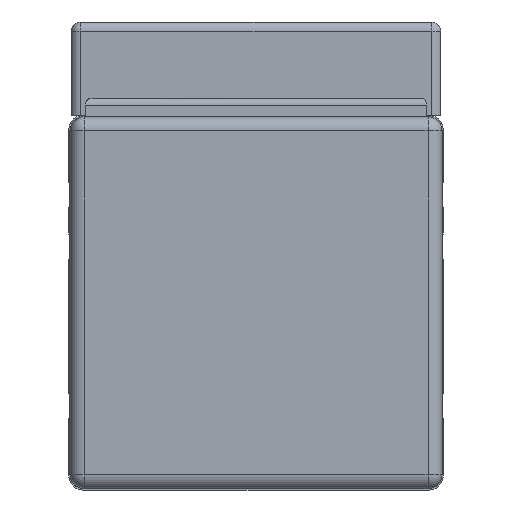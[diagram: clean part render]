
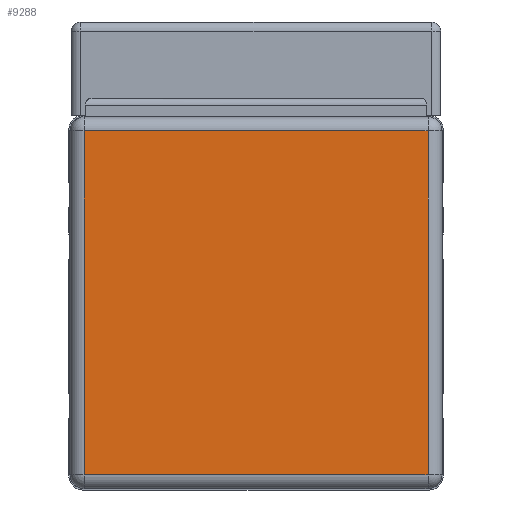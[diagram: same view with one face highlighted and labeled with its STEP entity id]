
A CAD part, front view. The second image highlights one B-rep face of the part: STEP entity #9288.
In plain terms, the highlighted face is planar.
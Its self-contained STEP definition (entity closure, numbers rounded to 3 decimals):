
#8612=CARTESIAN_POINT('',(36.749,36.751,-189.814));
#8613=VERTEX_POINT('',#8612);
#8621=CARTESIAN_POINT('',(36.751,-36.749,-189.814));
#8622=VERTEX_POINT('',#8621);
#8623=CARTESIAN_POINT('',(36.749,36.751,-189.814));
#8624=DIRECTION('',(0.,-1.,0.));
#8625=VECTOR('',#8624,73.5);
#8626=LINE('',#8623,#8625);
#8627=EDGE_CURVE('',#8613,#8622,#8626,.T.);
#9145=CARTESIAN_POINT('',(-36.749,-36.75,-189.814));
#9146=VERTEX_POINT('',#9145);
#9147=CARTESIAN_POINT('',(-36.749,-36.75,-189.814));
#9148=DIRECTION('',(1.,0.,0.));
#9149=VECTOR('',#9148,73.5);
#9150=LINE('',#9147,#9149);
#9151=EDGE_CURVE('',#9146,#8622,#9150,.T.);
#9177=CARTESIAN_POINT('',(-36.751,36.75,-189.814));
#9178=VERTEX_POINT('',#9177);
#9179=CARTESIAN_POINT('',(-36.749,-36.75,-189.814));
#9180=DIRECTION('',(0.,1.,0.0));
#9181=VECTOR('',#9180,73.5);
#9182=LINE('',#9179,#9181);
#9183=EDGE_CURVE('',#9146,#9178,#9182,.T.);
#9209=CARTESIAN_POINT('',(-36.751,36.75,-189.814));
#9210=DIRECTION('',(1.,0.,0.));
#9211=VECTOR('',#9210,73.5);
#9212=LINE('',#9209,#9211);
#9213=EDGE_CURVE('',#9178,#8613,#9212,.T.);
#9277=CARTESIAN_POINT('',(0.,0.,-189.814));
#9278=DIRECTION('',(0.0,0.0,1.0));
#9279=DIRECTION('',(1.,0.,0.0));
#9280=AXIS2_PLACEMENT_3D('',#9277,#9278,#9279);
#9281=PLANE('',#9280);
#9282=ORIENTED_EDGE('',*,*,#9151,.T.);
#9283=ORIENTED_EDGE('',*,*,#8627,.F.);
#9284=ORIENTED_EDGE('',*,*,#9213,.F.);
#9285=ORIENTED_EDGE('',*,*,#9183,.F.);
#9286=EDGE_LOOP('',(#9282,#9283,#9284,#9285));
#9287=FACE_OUTER_BOUND('',#9286,.T.);
#9288=ADVANCED_FACE('',(#9287),#9281,.T.);
